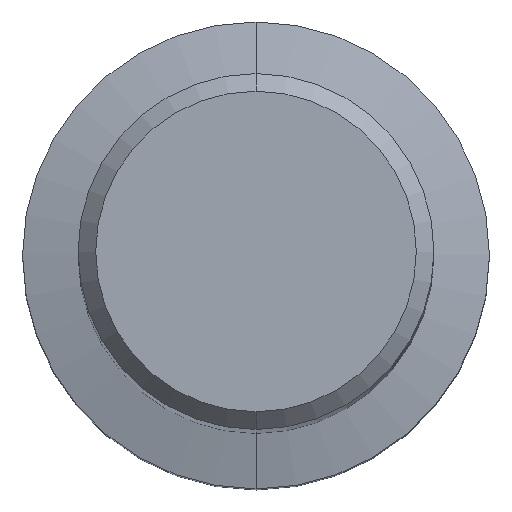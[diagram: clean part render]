
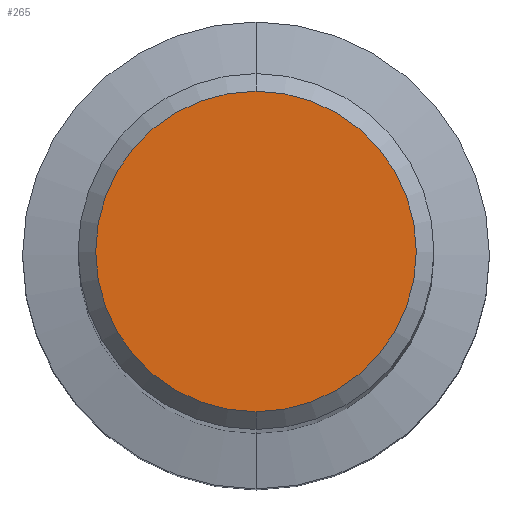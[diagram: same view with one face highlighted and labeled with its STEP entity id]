
A CAD part, top view. The second image highlights one B-rep face of the part: STEP entity #265.
In plain terms, the highlighted planar face has unit normal (0, 0, 1).
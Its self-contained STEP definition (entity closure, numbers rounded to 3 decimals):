
#129=EDGE_CURVE('',#283,#295,#329,.T.);
#231=EDGE_CURVE('',#295,#283,#443,.T.);
#265=ADVANCED_FACE('',(#484),#485,.T.);
#283=VERTEX_POINT('',#504);
#295=VERTEX_POINT('',#517);
#329=CIRCLE('',#547,5.45);
#443=CIRCLE('',#695,5.45);
#484=FACE_OUTER_BOUND('',#749,.T.);
#485=PLANE('',#750);
#504=CARTESIAN_POINT('',(0.,-5.45,0.0));
#517=CARTESIAN_POINT('',(0.0,5.45,0.0));
#547=AXIS2_PLACEMENT_3D('',#813,#814,#815);
#695=AXIS2_PLACEMENT_3D('',#969,#970,#971);
#749=EDGE_LOOP('',(#1027,#1028));
#750=AXIS2_PLACEMENT_3D('',#1029,#1030,#1031);
#813=CARTESIAN_POINT('',(0.0,0.0,0.0));
#814=DIRECTION('',(0.0,0.0,-1.0));
#815=DIRECTION('',(0.0,1.0,0.0));
#969=CARTESIAN_POINT('',(0.0,0.0,0.0));
#970=DIRECTION('',(0.0,0.0,-1.0));
#971=DIRECTION('',(0.0,1.0,0.0));
#1027=ORIENTED_EDGE('',*,*,#231,.F.);
#1028=ORIENTED_EDGE('',*,*,#129,.F.);
#1029=CARTESIAN_POINT('',(0.0,2.725,0.0));
#1030=DIRECTION('',(-0.0,0.0,1.0));
#1031=DIRECTION('',(0.0,-1.0,0.0));
